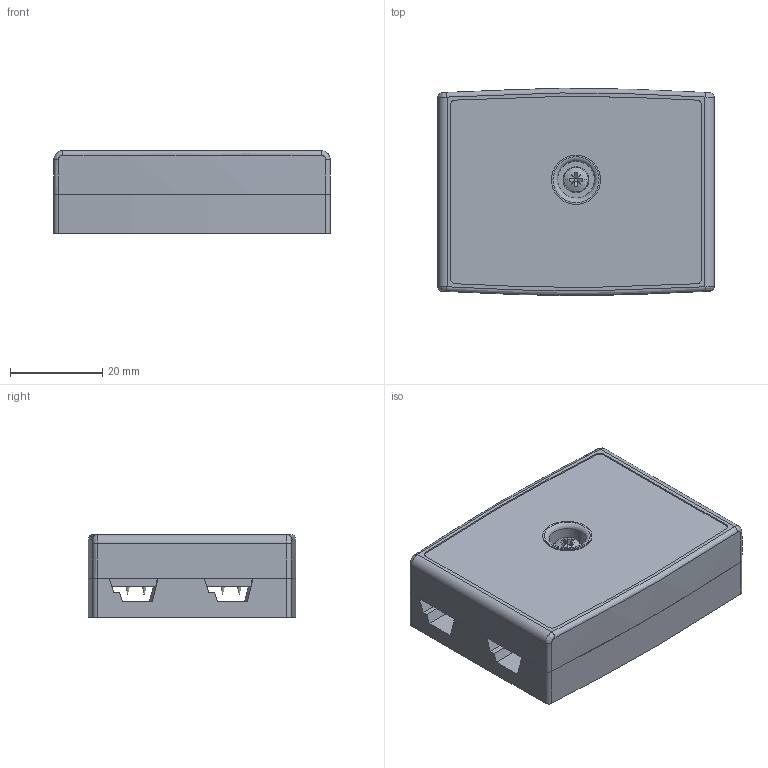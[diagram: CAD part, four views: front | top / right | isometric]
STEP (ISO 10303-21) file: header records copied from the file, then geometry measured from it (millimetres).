
FILE_DESCRIPTION(/* description */ ('Alibre Inc.'),/* implementation_level */ '2;1');
FILE_NAME(/* name */ 'export-8E27AB0A-77F8-4698-96B9-F8E79045BD61',/* time_stamp */ '2023-09-20T11:34:05+02:00',/* author */ (''),/* organization */ (''),/* preprocessor_version */ 'ST-DEVELOPER v17',/* originating_system */ 'Alibre',/* authorisation */ '');
FILE_SCHEMA (('CONFIG_CONTROL_DESIGN'));
Length unit declared in the file: millimetre
Products named in the file (4): 2
Bounding box: 60 x 44.97 x 18 mm (x, y, z)
Volume: 41592.6 mm3; surface area: 16609.8 mm2
Topology: 3 solids, 4 shells, 211 faces, 503 edges, 326 vertices
Faces by surface type: plane 116, cylinder 32, bspline 26, cone 18, torus 17, sphere 2
Full cylindrical faces by diameter (mm): 3 x1, 3.18 x4, 3.5 x2, 8 x1, 10.67 x1
Entity records: 8500 total; most frequent: CARTESIAN_POINT 3674, ORIENTED_EDGE 910, DIRECTION 788, EDGE_CURVE 455, AXIS2_PLACEMENT_3D 336, VERTEX_POINT 318, EDGE_LOOP 287, FACE_BOUND 287
